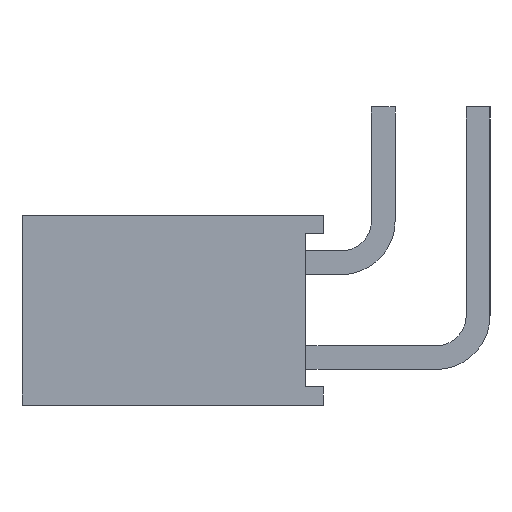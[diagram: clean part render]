
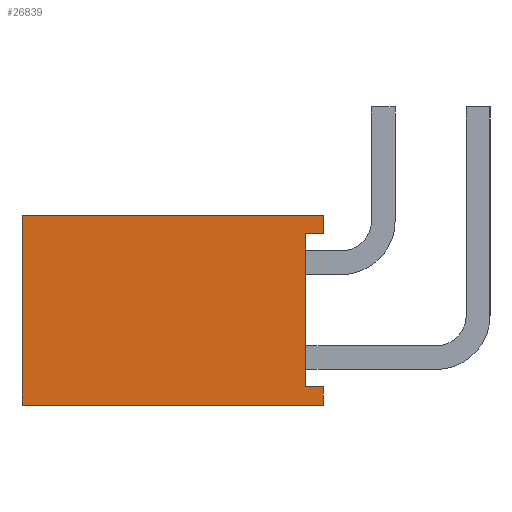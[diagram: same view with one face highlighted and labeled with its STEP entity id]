
A CAD part, left-side view. The second image highlights one B-rep face of the part: STEP entity #26839.
In plain terms, the highlighted planar face has unit normal (-1, 0, 0).
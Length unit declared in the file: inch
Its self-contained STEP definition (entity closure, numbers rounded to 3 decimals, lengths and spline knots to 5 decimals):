
#1105=ORIENTED_EDGE('',*,*,#8794,.T.);
#1106=ORIENTED_EDGE('',*,*,#8455,.T.);
#1107=ORIENTED_EDGE('',*,*,#8642,.F.);
#1108=ORIENTED_EDGE('',*,*,#8873,.F.);
#1109=ORIENTED_EDGE('',*,*,#8636,.T.);
#1110=ORIENTED_EDGE('',*,*,#8559,.T.);
#1111=ORIENTED_EDGE('',*,*,#8872,.T.);
#1112=ORIENTED_EDGE('',*,*,#8874,.T.);
#8455=EDGE_CURVE('',#12392,#12391,#15015,.T.);
#8559=EDGE_CURVE('',#12496,#12495,#15119,.T.);
#8636=EDGE_CURVE('',#12547,#12496,#15196,.T.);
#8642=EDGE_CURVE('',#12551,#12391,#15202,.T.);
#8794=EDGE_CURVE('',#12652,#12392,#15354,.T.);
#8872=EDGE_CURVE('',#12495,#12704,#15432,.T.);
#8873=EDGE_CURVE('',#12547,#12551,#15433,.T.);
#8874=EDGE_CURVE('',#12704,#12652,#15434,.T.);
#12391=VERTEX_POINT('',#37398);
#12392=VERTEX_POINT('',#37400);
#12495=VERTEX_POINT('',#37632);
#12496=VERTEX_POINT('',#37634);
#12547=VERTEX_POINT('',#37763);
#12551=VERTEX_POINT('',#37773);
#12652=VERTEX_POINT('',#38051);
#12704=VERTEX_POINT('',#38208);
#15015=LINE('',#37399,#18651);
#15119=LINE('',#37633,#18755);
#15196=LINE('',#37762,#18832);
#15202=LINE('',#37774,#18838);
#15354=LINE('',#38053,#18990);
#15432=LINE('',#38209,#19068);
#15433=LINE('',#38211,#19069);
#15434=LINE('',#38212,#19070);
#18651=VECTOR('',#30149,39.37008);
#18755=VECTOR('',#30305,39.37008);
#18832=VECTOR('',#30384,39.37008);
#18838=VECTOR('',#30392,39.37008);
#18990=VECTOR('',#30596,39.37008);
#19068=VECTOR('',#30726,39.37008);
#19069=VECTOR('',#30729,39.37008);
#19070=VECTOR('',#30730,39.37008);
#22291=EDGE_LOOP('',(#1105,#1106,#1107,#1108,#1109,#1110,#1111,#1112));
#23907=FACE_BOUND('',#22291,.T.);
#25523=PLANE('',#28331);
#26839=ADVANCED_FACE('',(#23907),#25523,.F.);
#28331=AXIS2_PLACEMENT_3D('',#38210,#30727,#30728);
#30149=DIRECTION('',(0.,0.,1.));
#30305=DIRECTION('',(0.,0.,1.));
#30384=DIRECTION('',(0.,-1.,0.));
#30392=DIRECTION('',(0.,-1.,0.));
#30596=DIRECTION('',(0.,-1.,0.));
#30726=DIRECTION('',(0.,1.,0.));
#30727=DIRECTION('',(1.,0.,0.));
#30728=DIRECTION('',(0.,0.,-1.));
#30729=DIRECTION('',(0.,0.,1.));
#30730=DIRECTION('',(0.,0.,1.));
#37398=CARTESIAN_POINT('',(0.,0.,0.07875));
#37399=CARTESIAN_POINT('',(0.,0.,-0.07875));
#37400=CARTESIAN_POINT('',(0.,0.,0.06375));
#37632=CARTESIAN_POINT('',(0.,0.,-0.06375));
#37633=CARTESIAN_POINT('',(0.,0.,-0.07875));
#37634=CARTESIAN_POINT('',(0.,0.,-0.07875));
#37762=CARTESIAN_POINT('',(0.,0.25,-0.07875));
#37763=CARTESIAN_POINT('',(0.,0.25,-0.07875));
#37773=CARTESIAN_POINT('',(0.,0.25,0.07875));
#37774=CARTESIAN_POINT('',(0.,0.25,0.07875));
#38051=CARTESIAN_POINT('',(0.,0.015,0.06375));
#38053=CARTESIAN_POINT('',(0.,0.015,0.06375));
#38208=CARTESIAN_POINT('',(0.,0.015,-0.06375));
#38209=CARTESIAN_POINT('',(0.,0.,-0.06375));
#38210=CARTESIAN_POINT('',(0.,0.25,-0.07875));
#38211=CARTESIAN_POINT('',(0.,0.25,-0.07875));
#38212=CARTESIAN_POINT('',(0.,0.015,-0.06375));
